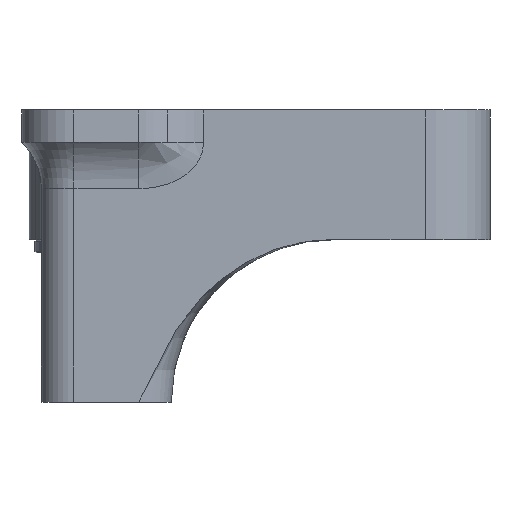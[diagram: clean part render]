
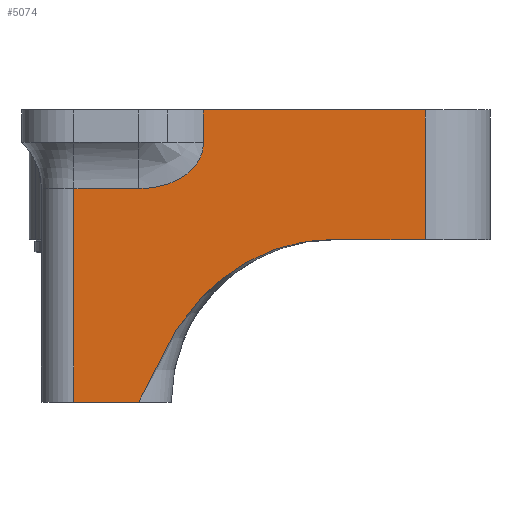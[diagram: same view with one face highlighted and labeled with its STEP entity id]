
A CAD part, left-side view. The second image highlights one B-rep face of the part: STEP entity #5074.
In plain terms, the highlighted planar face has unit normal (-1, 0, 0).
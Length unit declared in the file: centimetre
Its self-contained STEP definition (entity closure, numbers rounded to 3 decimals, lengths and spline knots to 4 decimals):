
#337=LINE('',#12658,#710);
#340=LINE('',#12673,#713);
#365=LINE('',#12820,#738);
#372=LINE('',#12988,#745);
#374=LINE('',#13089,#747);
#376=LINE('',#13092,#749);
#377=LINE('',#13093,#750);
#710=VECTOR('',#6865,1.);
#713=VECTOR('',#6878,1.);
#738=VECTOR('',#6957,1.);
#745=VECTOR('',#6982,0.5);
#747=VECTOR('',#6994,1.);
#749=VECTOR('',#6998,1.);
#750=VECTOR('',#6999,1.);
#864=B_SPLINE_CURVE_WITH_KNOTS('',3,(#12770,#12771,#12772,#12773,#12774,
#12775,#12776,#12777,#12778,#12779,#12780,#12781,#12782,#12783,#12784,#12785),
 .UNSPECIFIED.,.F.,.F.,(4,2,2,2,2,2,2,4),(0.,1.0964,1.6445,
2.1927,2.6278,3.063,3.4833,3.9037),
 .UNSPECIFIED.);
#878=B_SPLINE_CURVE_WITH_KNOTS('',3,(#13039,#13040,#13041,#13042,#13043,
#13044,#13045,#13046),.UNSPECIFIED.,.F.,.F.,(4,1,1,1,1,4),(-6.0684,
-5.7784,-5.4884,-5.1018,-4.9084,
-4.7151),.UNSPECIFIED.);
#1032=PLANE('',#5616);
#1497=FACE_OUTER_BOUND('',#1871,.T.);
#1871=EDGE_LOOP('',(#4583,#4584,#4585,#4586,#4587,#4588,#4589,#4590,#4591));
#2549=VERTEX_POINT('',#12655);
#2550=VERTEX_POINT('',#12657);
#2556=VERTEX_POINT('',#12670);
#2557=VERTEX_POINT('',#12672);
#2593=VERTEX_POINT('',#12769);
#2598=VERTEX_POINT('',#12817);
#2609=VERTEX_POINT('',#12987);
#2612=VERTEX_POINT('',#13033);
#2614=VERTEX_POINT('',#13037);
#3209=EDGE_CURVE('',#2550,#2549,#337,.T.);
#3216=EDGE_CURVE('',#2556,#2557,#340,.T.);
#3258=EDGE_CURVE('',#2549,#2593,#864,.T.);
#3265=EDGE_CURVE('',#2557,#2598,#365,.T.);
#3286=EDGE_CURVE('',#2609,#2550,#372,.T.);
#3292=EDGE_CURVE('',#2614,#2612,#878,.T.);
#3294=EDGE_CURVE('',#2609,#2614,#374,.T.);
#3296=EDGE_CURVE('',#2598,#2593,#376,.T.);
#3297=EDGE_CURVE('',#2612,#2556,#377,.T.);
#4583=ORIENTED_EDGE('',*,*,#3258,.T.);
#4584=ORIENTED_EDGE('',*,*,#3296,.F.);
#4585=ORIENTED_EDGE('',*,*,#3265,.F.);
#4586=ORIENTED_EDGE('',*,*,#3216,.F.);
#4587=ORIENTED_EDGE('',*,*,#3297,.F.);
#4588=ORIENTED_EDGE('',*,*,#3292,.F.);
#4589=ORIENTED_EDGE('',*,*,#3294,.F.);
#4590=ORIENTED_EDGE('',*,*,#3286,.T.);
#4591=ORIENTED_EDGE('',*,*,#3209,.T.);
#5074=ADVANCED_FACE('',(#1497),#1032,.T.);
#5616=AXIS2_PLACEMENT_3D('',#13091,#6996,#6997);
#6865=DIRECTION('',(0.,-1.,0.));
#6878=DIRECTION('',(0.,-1.,0.));
#6957=DIRECTION('',(0.,0.,-1.));
#6982=DIRECTION('',(0.,0.,-1.));
#6994=DIRECTION('',(0.,-1.,0.));
#6996=DIRECTION('center_axis',(-1.,0.,0.));
#6997=DIRECTION('ref_axis',(0.,1.,0.));
#6998=DIRECTION('',(0.,1.,0.));
#6999=DIRECTION('',(0.,0.,1.));
#12655=CARTESIAN_POINT('',(-6.9812,25.62,1.12));
#12657=CARTESIAN_POINT('',(-6.9812,26.62,1.12));
#12658=CARTESIAN_POINT('',(-6.9812,22.4375,1.12));
#12670=CARTESIAN_POINT('',(-6.9812,24.625,5.62));
#12672=CARTESIAN_POINT('',(-6.9812,21.21,5.62));
#12673=CARTESIAN_POINT('',(-6.9812,22.4375,5.62));
#12769=CARTESIAN_POINT('',(-6.9812,22.662,3.62));
#12770=CARTESIAN_POINT('Ctrl Pts',(-6.9812,25.62,1.12));
#12771=CARTESIAN_POINT('Ctrl Pts',(-6.9812,25.4708,1.4536));
#12772=CARTESIAN_POINT('Ctrl Pts',(-6.9812,25.3057,1.8217));
#12773=CARTESIAN_POINT('Ctrl Pts',(-6.9812,24.9899,2.3236));
#12774=CARTESIAN_POINT('Ctrl Pts',(-6.9812,24.8735,2.4829));
#12775=CARTESIAN_POINT('Ctrl Pts',(-6.9812,24.6203,2.7734));
#12776=CARTESIAN_POINT('Ctrl Pts',(-6.9812,24.4835,2.9047));
#12777=CARTESIAN_POINT('Ctrl Pts',(-6.9812,24.2273,3.1091));
#12778=CARTESIAN_POINT('Ctrl Pts',(-6.9812,24.096,3.1992));
#12779=CARTESIAN_POINT('Ctrl Pts',(-6.9812,23.8195,3.3544));
#12780=CARTESIAN_POINT('Ctrl Pts',(-6.9812,23.6742,3.4194));
#12781=CARTESIAN_POINT('Ctrl Pts',(-6.9812,23.4055,3.515));
#12782=CARTESIAN_POINT('Ctrl Pts',(-6.9812,23.2571,3.5552));
#12783=CARTESIAN_POINT('Ctrl Pts',(-6.9812,22.9554,3.6078));
#12784=CARTESIAN_POINT('Ctrl Pts',(-6.9812,22.8021,3.62));
#12785=CARTESIAN_POINT('Ctrl Pts',(-6.9812,22.662,3.62));
#12817=CARTESIAN_POINT('',(-6.9812,21.21,3.62));
#12820=CARTESIAN_POINT('',(-6.9812,21.21,5.62));
#12987=CARTESIAN_POINT('',(-6.9812,26.6196,4.4059));
#12988=CARTESIAN_POINT('',(-6.9812,26.62,5.62));
#13033=CARTESIAN_POINT('',(-6.9812,24.625,5.12));
#13037=CARTESIAN_POINT('',(-6.9812,25.62,4.4059));
#13039=CARTESIAN_POINT('Ctrl Pts',(-6.9812,25.62,4.4059));
#13040=CARTESIAN_POINT('Ctrl Pts',(-6.9812,25.5232,4.4059));
#13041=CARTESIAN_POINT('Ctrl Pts',(-6.9812,25.3296,4.4242));
#13042=CARTESIAN_POINT('Ctrl Pts',(-6.9812,25.0193,4.5205));
#13043=CARTESIAN_POINT('Ctrl Pts',(-6.9812,24.7775,4.6969));
#13044=CARTESIAN_POINT('Ctrl Pts',(-6.9812,24.6481,4.9258));
#13045=CARTESIAN_POINT('Ctrl Pts',(-6.9812,24.625,5.0555));
#13046=CARTESIAN_POINT('Ctrl Pts',(-6.9812,24.625,5.12));
#13089=CARTESIAN_POINT('',(-6.9812,26.62,4.4059));
#13091=CARTESIAN_POINT('Origin',(-6.9812,21.21,5.62));
#13092=CARTESIAN_POINT('',(-6.9812,22.4375,3.62));
#13093=CARTESIAN_POINT('',(-6.9812,24.625,5.62));
